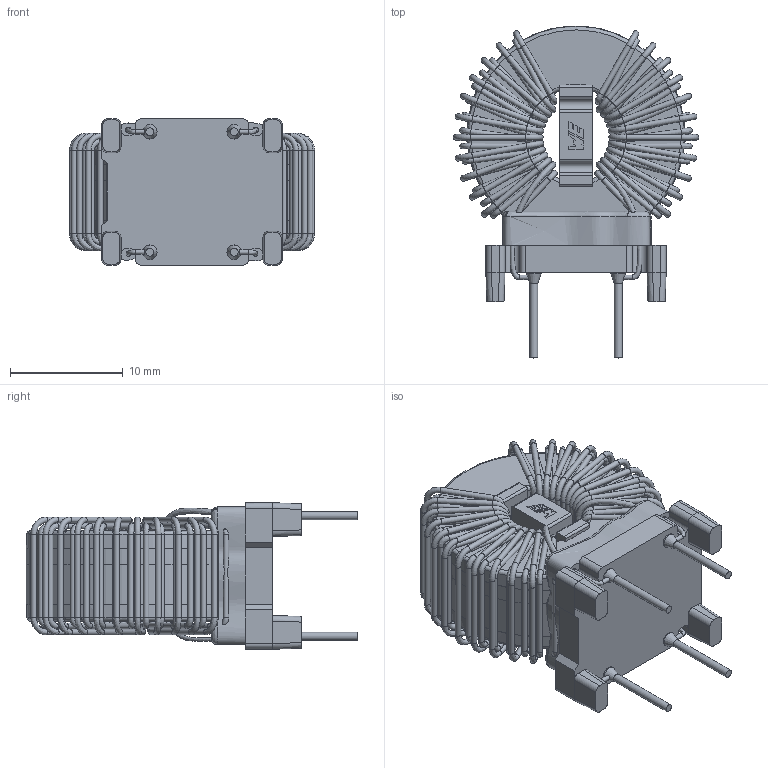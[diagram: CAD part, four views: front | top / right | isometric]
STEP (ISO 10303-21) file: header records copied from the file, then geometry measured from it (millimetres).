
FILE_DESCRIPTION(/* description */ ('Unknown'),/* implementation_level */ '2;1');
FILE_NAME(/* name */ '7448030333',/* time_stamp */ '2025-08-11T10:47:06+02:00',/* author */ ('Unknown'),/* organization */ ('Unknown'),/* preprocessor_version */ 'ST-DEVELOPER v19.4',/* originating_system */ 'Solid Edge',/* authorisation */ 'Unknown');
FILE_SCHEMA (('AUTOMOTIVE_DESIGN {1 0 10303 214 3 1 1}'));
Products named in the file (17): 7448030333; 744803XXXX-1_ASM_1_ASM; BASE-4P-17_1; CASE-T1610-3AB_ASM_ASM_1_ASM; CASE-T1610-3_20210505_ASM_20_AS_ASM; CASE-T1610-3B_12_1; CASE-T1610-3A_11_1; PRT0001_5_ASM_1_ASM; MANIFOLD_SOLID_BREP_3668_1; MANIFOLD_SOLID_BREP_3756_1; MANIFOLD_SOLID_BREP_3844_1; MANIFOLD_SOLID_BREP_3932_1; SPACER-0909-1_1; turnsM; glueM; solderM; tesaM
Assembly tree (16 placements, depth 6):
  7448030333
    744803XXXX-1_ASM_1_ASM
      BASE-4P-17_1
      CASE-T1610-3AB_ASM_ASM_1_ASM
        CASE-T1610-3_20210505_ASM_20_AS_ASM
          CASE-T1610-3B_12_1
          CASE-T1610-3A_11_1
          PRT0001_5_ASM_1_ASM
            MANIFOLD_SOLID_BREP_3668_1
            MANIFOLD_SOLID_BREP_3756_1
            MANIFOLD_SOLID_BREP_3844_1
            MANIFOLD_SOLID_BREP_3932_1
      SPACER-0909-1_1
    turnsM
    glueM
    solderM
    tesaM
Bounding box: 21.76 x 29.45 x 13 mm (x, y, z)
Volume: 2379.6 mm3; surface area: 7474 mm2
Topology: 27 solids, 27 shells, 824 faces, 1792 edges, 1050 vertices
Faces by surface type: cylinder 309, plane 233, bspline 132, torus 125, cone 25
Full cylindrical faces by diameter (mm): 0.4 x4, 0.5 x208, 0.7 x4, 8.3 x1, 9.7 x2, 16.7 x2
Entity records: 42479 total; most frequent: CARTESIAN_POINT 25520, DIRECTION 3305, ORIENTED_EDGE 2584, AXIS2_PLACEMENT_3D 1388, EDGE_LOOP 1320, FACE_BOUND 1320, EDGE_CURVE 1292, VERTEX_POINT 1014
